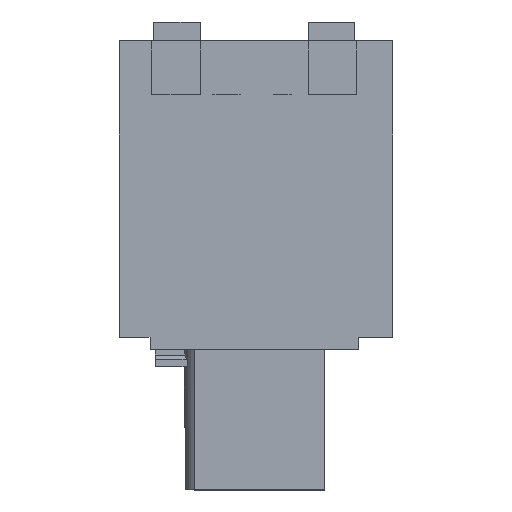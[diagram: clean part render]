
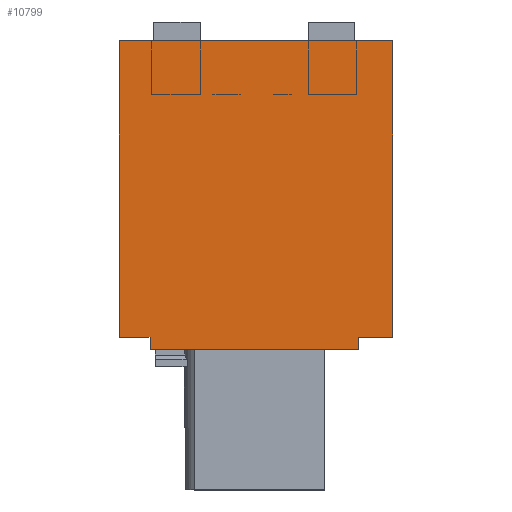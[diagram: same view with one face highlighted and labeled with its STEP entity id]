
A CAD part, left-side view. The second image highlights one B-rep face of the part: STEP entity #10799.
In plain terms, the highlighted planar face has unit normal (-1, 0, 0).
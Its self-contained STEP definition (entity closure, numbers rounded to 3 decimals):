
#10787=AXIS2_PLACEMENT_3D('Plane Axis2P3D',#10784,#10785,#10786) ;
#3871=CARTESIAN_POINT('Vertex',(0.,15.2,25.)) ;
#3874=CARTESIAN_POINT('Line Origine',(0.,7.6,25.)) ;
#3878=CARTESIAN_POINT('Vertex',(0.,0.,25.)) ;
#4947=CARTESIAN_POINT('Vertex',(0.,15.2,8.5)) ;
#4950=CARTESIAN_POINT('Line Origine',(0.,15.2,16.75)) ;
#5733=CARTESIAN_POINT('Vertex',(0.,13.5,8.5)) ;
#5736=CARTESIAN_POINT('Line Origine',(0.,14.35,8.5)) ;
#5764=CARTESIAN_POINT('Vertex',(0.,13.5,7.8)) ;
#5767=CARTESIAN_POINT('Line Origine',(0.,13.5,8.15)) ;
#5795=CARTESIAN_POINT('Vertex',(0.,1.9,8.5)) ;
#5798=CARTESIAN_POINT('Line Origine',(0.,1.9,8.15)) ;
#5802=CARTESIAN_POINT('Vertex',(0.,1.9,7.8)) ;
#5830=CARTESIAN_POINT('Vertex',(0.,0.,8.5)) ;
#5833=CARTESIAN_POINT('Line Origine',(0.,0.95,8.5)) ;
#5874=CARTESIAN_POINT('Line Origine',(0.,0.,16.75)) ;
#8891=CARTESIAN_POINT('Line Origine',(0.,7.7,7.8)) ;
#10784=CARTESIAN_POINT('Axis2P3D Location',(0.,0.,0.)) ;
#3875=DIRECTION('Vector Direction',(0.,1.,0.)) ;
#4951=DIRECTION('Vector Direction',(0.,0.,1.)) ;
#5737=DIRECTION('Vector Direction',(0.,1.,0.)) ;
#5768=DIRECTION('Vector Direction',(0.,0.,1.)) ;
#5799=DIRECTION('Vector Direction',(0.,0.,-1.)) ;
#5834=DIRECTION('Vector Direction',(0.,1.,0.)) ;
#5875=DIRECTION('Vector Direction',(0.,0.,-1.)) ;
#8892=DIRECTION('Vector Direction',(0.,1.,0.)) ;
#10785=DIRECTION('Axis2P3D Direction',(-1.,0.,0.)) ;
#10786=DIRECTION('Axis2P3D XDirection',(0.,0.,1.)) ;
#3876=VECTOR('Line Direction',#3875,1.) ;
#4952=VECTOR('Line Direction',#4951,1.) ;
#5738=VECTOR('Line Direction',#5737,1.) ;
#5769=VECTOR('Line Direction',#5768,1.) ;
#5800=VECTOR('Line Direction',#5799,1.) ;
#5835=VECTOR('Line Direction',#5834,1.) ;
#5876=VECTOR('Line Direction',#5875,1.) ;
#8893=VECTOR('Line Direction',#8892,1.) ;
#10790=ORIENTED_EDGE('',*,*,#5804,.F.) ;
#10791=ORIENTED_EDGE('',*,*,#5837,.F.) ;
#10792=ORIENTED_EDGE('',*,*,#5878,.F.) ;
#10793=ORIENTED_EDGE('',*,*,#3880,.T.) ;
#10794=ORIENTED_EDGE('',*,*,#4954,.F.) ;
#10795=ORIENTED_EDGE('',*,*,#5740,.F.) ;
#10796=ORIENTED_EDGE('',*,*,#5771,.F.) ;
#10797=ORIENTED_EDGE('',*,*,#8895,.F.) ;
#10799=ADVANCED_FACE('HOUSING',(#10798),#10788,.T.) ;
#3880=EDGE_CURVE('',#3879,#3872,#3877,.T.) ;
#4954=EDGE_CURVE('',#4948,#3872,#4953,.T.) ;
#5740=EDGE_CURVE('',#5734,#4948,#5739,.T.) ;
#5771=EDGE_CURVE('',#5765,#5734,#5770,.T.) ;
#5804=EDGE_CURVE('',#5796,#5803,#5801,.T.) ;
#5837=EDGE_CURVE('',#5831,#5796,#5836,.T.) ;
#5878=EDGE_CURVE('',#3879,#5831,#5877,.T.) ;
#8895=EDGE_CURVE('',#5803,#5765,#8894,.T.) ;
#10789=EDGE_LOOP('',(#10790,#10791,#10792,#10793,#10794,#10795,#10796,#10797)) ;
#10798=FACE_OUTER_BOUND('',#10789,.T.) ;
#3877=LINE('Line',#3874,#3876) ;
#4953=LINE('Line',#4950,#4952) ;
#5739=LINE('Line',#5736,#5738) ;
#5770=LINE('Line',#5767,#5769) ;
#5801=LINE('Line',#5798,#5800) ;
#5836=LINE('Line',#5833,#5835) ;
#5877=LINE('Line',#5874,#5876) ;
#8894=LINE('Line',#8891,#8893) ;
#10788=PLANE('',#10787) ;
#3872=VERTEX_POINT('',#3871) ;
#3879=VERTEX_POINT('',#3878) ;
#4948=VERTEX_POINT('',#4947) ;
#5734=VERTEX_POINT('',#5733) ;
#5765=VERTEX_POINT('',#5764) ;
#5796=VERTEX_POINT('',#5795) ;
#5803=VERTEX_POINT('',#5802) ;
#5831=VERTEX_POINT('',#5830) ;
